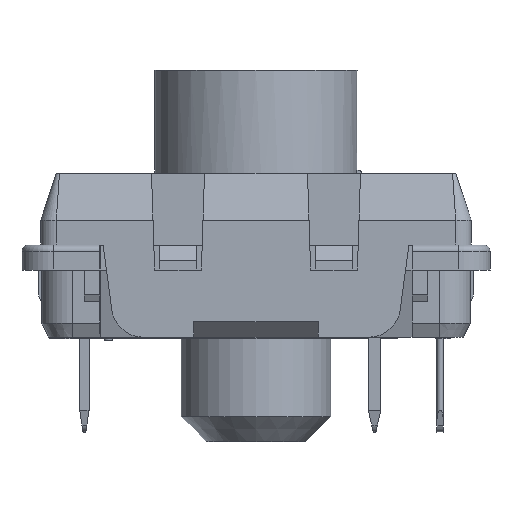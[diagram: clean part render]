
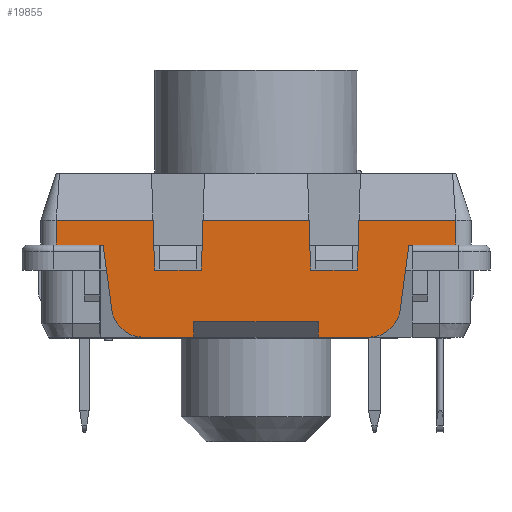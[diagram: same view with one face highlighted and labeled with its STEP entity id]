
A CAD part, left-side view. The second image highlights one B-rep face of the part: STEP entity #19855.
In plain terms, the highlighted planar face has unit normal (-1, 0, 0).
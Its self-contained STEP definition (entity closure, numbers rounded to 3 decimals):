
#17165 = VERTEX_POINT('',#17166);
#17166 = CARTESIAN_POINT('',(-6.9,6.4,0.));
#17173 = EDGE_CURVE('',#17165,#17174,#17176,.T.);
#17174 = VERTEX_POINT('',#17175);
#17175 = CARTESIAN_POINT('',(-6.9,4.9,0.));
#17176 = LINE('',#17177,#17178);
#17177 = CARTESIAN_POINT('',(-6.9,3.217,0.));
#17178 = VECTOR('',#17179,1.);
#17179 = DIRECTION('',(0.,-1.,0.));
#17230 = VERTEX_POINT('',#17231);
#17231 = CARTESIAN_POINT('',(-6.9,-4.9,0.));
#17237 = EDGE_CURVE('',#17230,#17238,#17240,.T.);
#17238 = VERTEX_POINT('',#17239);
#17239 = CARTESIAN_POINT('',(-6.9,-6.4,0.));
#17240 = LINE('',#17241,#17242);
#17241 = CARTESIAN_POINT('',(-6.9,3.217,0.));
#17242 = VECTOR('',#17243,1.);
#17243 = DIRECTION('',(0.,-1.,0.));
#19834 = EDGE_CURVE('',#17165,#19835,#19837,.T.);
#19835 = VERTEX_POINT('',#19836);
#19836 = CARTESIAN_POINT('',(-6.9,6.4,0.8));
#19837 = LINE('',#19838,#19839);
#19838 = CARTESIAN_POINT('',(-6.9,6.4,-2.95));
#19839 = VECTOR('',#19840,1.);
#19840 = DIRECTION('',(0.,0.,1.));
#19855 = ADVANCED_FACE('',(#19856),#20011,.F.);
#19856 = FACE_BOUND('',#19857,.F.);
#19857 = EDGE_LOOP('',(#19858,#19859,#19860,#19868,#19876,#19884,#19892,
    #19900,#19908,#19916,#19924,#19932,#19938,#19939,#19947,#19956,
    #19964,#19972,#19980,#19988,#19996,#20005));
#19858 = ORIENTED_EDGE('',*,*,#17173,.F.);
#19859 = ORIENTED_EDGE('',*,*,#19834,.T.);
#19860 = ORIENTED_EDGE('',*,*,#19861,.T.);
#19861 = EDGE_CURVE('',#19835,#19862,#19864,.T.);
#19862 = VERTEX_POINT('',#19863);
#19863 = CARTESIAN_POINT('',(-6.9,3.302,0.8));
#19864 = LINE('',#19865,#19866);
#19865 = CARTESIAN_POINT('',(-6.9,6.4,0.8));
#19866 = VECTOR('',#19867,1.);
#19867 = DIRECTION('',(0.,-1.,0.));
#19868 = ORIENTED_EDGE('',*,*,#19869,.F.);
#19869 = EDGE_CURVE('',#19870,#19862,#19872,.T.);
#19870 = VERTEX_POINT('',#19871);
#19871 = CARTESIAN_POINT('',(-6.9,3.25,-0.8));
#19872 = LINE('',#19873,#19874);
#19873 = CARTESIAN_POINT('',(-6.9,3.217,-1.823));
#19874 = VECTOR('',#19875,1.);
#19875 = DIRECTION('',(0.,0.032,0.999));
#19876 = ORIENTED_EDGE('',*,*,#19877,.F.);
#19877 = EDGE_CURVE('',#19878,#19870,#19880,.T.);
#19878 = VERTEX_POINT('',#19879);
#19879 = CARTESIAN_POINT('',(-6.9,1.75,-0.8));
#19880 = LINE('',#19881,#19882);
#19881 = CARTESIAN_POINT('',(-6.9,4.075,-0.8));
#19882 = VECTOR('',#19883,1.);
#19883 = DIRECTION('',(0.,1.,0.));
#19884 = ORIENTED_EDGE('',*,*,#19885,.F.);
#19885 = EDGE_CURVE('',#19886,#19878,#19888,.T.);
#19886 = VERTEX_POINT('',#19887);
#19887 = CARTESIAN_POINT('',(-6.9,1.698,0.8));
#19888 = LINE('',#19889,#19890);
#19889 = CARTESIAN_POINT('',(-6.9,1.737,-0.399));
#19890 = VECTOR('',#19891,1.);
#19891 = DIRECTION('',(0.,0.032,-0.999));
#19892 = ORIENTED_EDGE('',*,*,#19893,.T.);
#19893 = EDGE_CURVE('',#19886,#19894,#19896,.T.);
#19894 = VERTEX_POINT('',#19895);
#19895 = CARTESIAN_POINT('',(-6.9,-1.698,0.8));
#19896 = LINE('',#19897,#19898);
#19897 = CARTESIAN_POINT('',(-6.9,6.4,0.8));
#19898 = VECTOR('',#19899,1.);
#19899 = DIRECTION('',(0.,-1.,0.));
#19900 = ORIENTED_EDGE('',*,*,#19901,.T.);
#19901 = EDGE_CURVE('',#19894,#19902,#19904,.T.);
#19902 = VERTEX_POINT('',#19903);
#19903 = CARTESIAN_POINT('',(-6.9,-1.75,-0.8));
#19904 = LINE('',#19905,#19906);
#19905 = CARTESIAN_POINT('',(-6.9,-1.73,-0.193));
#19906 = VECTOR('',#19907,1.);
#19907 = DIRECTION('',(0.,-0.032,-0.999));
#19908 = ORIENTED_EDGE('',*,*,#19909,.T.);
#19909 = EDGE_CURVE('',#19902,#19910,#19912,.T.);
#19910 = VERTEX_POINT('',#19911);
#19911 = CARTESIAN_POINT('',(-6.9,-3.25,-0.8));
#19912 = LINE('',#19913,#19914);
#19913 = CARTESIAN_POINT('',(-6.9,2.325,-0.8));
#19914 = VECTOR('',#19915,1.);
#19915 = DIRECTION('',(0.,-1.,0.));
#19916 = ORIENTED_EDGE('',*,*,#19917,.T.);
#19917 = EDGE_CURVE('',#19910,#19918,#19920,.T.);
#19918 = VERTEX_POINT('',#19919);
#19919 = CARTESIAN_POINT('',(-6.9,-3.302,0.8));
#19920 = LINE('',#19921,#19922);
#19921 = CARTESIAN_POINT('',(-6.9,-3.21,-2.029));
#19922 = VECTOR('',#19923,1.);
#19923 = DIRECTION('',(0.,-0.032,0.999));
#19924 = ORIENTED_EDGE('',*,*,#19925,.T.);
#19925 = EDGE_CURVE('',#19918,#19926,#19928,.T.);
#19926 = VERTEX_POINT('',#19927);
#19927 = CARTESIAN_POINT('',(-6.9,-6.4,0.8));
#19928 = LINE('',#19929,#19930);
#19929 = CARTESIAN_POINT('',(-6.9,6.4,0.8));
#19930 = VECTOR('',#19931,1.);
#19931 = DIRECTION('',(0.,-1.,0.));
#19932 = ORIENTED_EDGE('',*,*,#19933,.F.);
#19933 = EDGE_CURVE('',#17238,#19926,#19934,.T.);
#19934 = LINE('',#19935,#19936);
#19935 = CARTESIAN_POINT('',(-6.9,-6.4,-2.95));
#19936 = VECTOR('',#19937,1.);
#19937 = DIRECTION('',(0.,0.,1.));
#19938 = ORIENTED_EDGE('',*,*,#17237,.F.);
#19939 = ORIENTED_EDGE('',*,*,#19940,.F.);
#19940 = EDGE_CURVE('',#19941,#17230,#19943,.T.);
#19941 = VERTEX_POINT('',#19942);
#19942 = CARTESIAN_POINT('',(-6.9,-4.617,-2.084));
#19943 = LINE('',#19944,#19945);
#19944 = CARTESIAN_POINT('',(-6.9,-4.46,-3.243));
#19945 = VECTOR('',#19946,1.);
#19946 = DIRECTION('',(0.,-0.134,0.991));
#19947 = ORIENTED_EDGE('',*,*,#19948,.T.);
#19948 = EDGE_CURVE('',#19941,#19949,#19951,.T.);
#19949 = VERTEX_POINT('',#19950);
#19950 = CARTESIAN_POINT('',(-6.9,-3.626,-2.95));
#19951 = CIRCLE('',#19952,1.);
#19952 = AXIS2_PLACEMENT_3D('',#19953,#19954,#19955);
#19953 = CARTESIAN_POINT('',(-6.9,-3.626,-1.95));
#19954 = DIRECTION('',(1.,0.,0.));
#19955 = DIRECTION('',(-0.,1.,0.));
#19956 = ORIENTED_EDGE('',*,*,#19957,.F.);
#19957 = EDGE_CURVE('',#19958,#19949,#19960,.T.);
#19958 = VERTEX_POINT('',#19959);
#19959 = CARTESIAN_POINT('',(-6.9,-2.,-2.95));
#19960 = LINE('',#19961,#19962);
#19961 = CARTESIAN_POINT('',(-6.9,6.4,-2.95));
#19962 = VECTOR('',#19963,1.);
#19963 = DIRECTION('',(0.,-1.,0.));
#19964 = ORIENTED_EDGE('',*,*,#19965,.F.);
#19965 = EDGE_CURVE('',#19966,#19958,#19968,.T.);
#19966 = VERTEX_POINT('',#19967);
#19967 = CARTESIAN_POINT('',(-6.9,-2.,-2.45));
#19968 = LINE('',#19969,#19970);
#19969 = CARTESIAN_POINT('',(-6.9,-2.,-2.45));
#19970 = VECTOR('',#19971,1.);
#19971 = DIRECTION('',(0.,0.,-1.));
#19972 = ORIENTED_EDGE('',*,*,#19973,.F.);
#19973 = EDGE_CURVE('',#19974,#19966,#19976,.T.);
#19974 = VERTEX_POINT('',#19975);
#19975 = CARTESIAN_POINT('',(-6.9,2.,-2.45));
#19976 = LINE('',#19977,#19978);
#19977 = CARTESIAN_POINT('',(-6.9,2.,-2.45));
#19978 = VECTOR('',#19979,1.);
#19979 = DIRECTION('',(0.,-1.,0.));
#19980 = ORIENTED_EDGE('',*,*,#19981,.T.);
#19981 = EDGE_CURVE('',#19974,#19982,#19984,.T.);
#19982 = VERTEX_POINT('',#19983);
#19983 = CARTESIAN_POINT('',(-6.9,2.,-2.95));
#19984 = LINE('',#19985,#19986);
#19985 = CARTESIAN_POINT('',(-6.9,2.,-2.45));
#19986 = VECTOR('',#19987,1.);
#19987 = DIRECTION('',(0.,0.,-1.));
#19988 = ORIENTED_EDGE('',*,*,#19989,.F.);
#19989 = EDGE_CURVE('',#19990,#19982,#19992,.T.);
#19990 = VERTEX_POINT('',#19991);
#19991 = CARTESIAN_POINT('',(-6.9,3.626,-2.95));
#19992 = LINE('',#19993,#19994);
#19993 = CARTESIAN_POINT('',(-6.9,6.4,-2.95));
#19994 = VECTOR('',#19995,1.);
#19995 = DIRECTION('',(0.,-1.,0.));
#19996 = ORIENTED_EDGE('',*,*,#19997,.T.);
#19997 = EDGE_CURVE('',#19990,#19998,#20000,.T.);
#19998 = VERTEX_POINT('',#19999);
#19999 = CARTESIAN_POINT('',(-6.9,4.617,-2.084));
#20000 = CIRCLE('',#20001,1.);
#20001 = AXIS2_PLACEMENT_3D('',#20002,#20003,#20004);
#20002 = CARTESIAN_POINT('',(-6.9,3.626,-1.95));
#20003 = DIRECTION('',(1.,0.,0.));
#20004 = DIRECTION('',(-0.,1.,0.));
#20005 = ORIENTED_EDGE('',*,*,#20006,.F.);
#20006 = EDGE_CURVE('',#17174,#19998,#20007,.T.);
#20007 = LINE('',#20008,#20009);
#20008 = CARTESIAN_POINT('',(-6.9,4.717,-1.349));
#20009 = VECTOR('',#20010,1.);
#20010 = DIRECTION('',(0.,-0.134,-0.991));
#20011 = PLANE('',#20012);
#20012 = AXIS2_PLACEMENT_3D('',#20013,#20014,#20015);
#20013 = CARTESIAN_POINT('',(-6.9,6.4,-2.95));
#20014 = DIRECTION('',(1.,0.,0.));
#20015 = DIRECTION('',(0.,-1.,0.));
